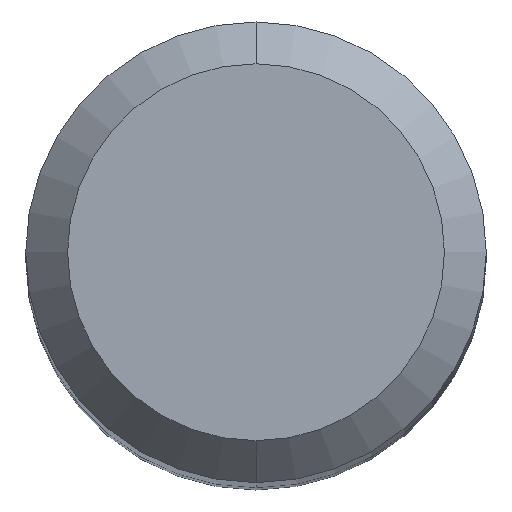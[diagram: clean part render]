
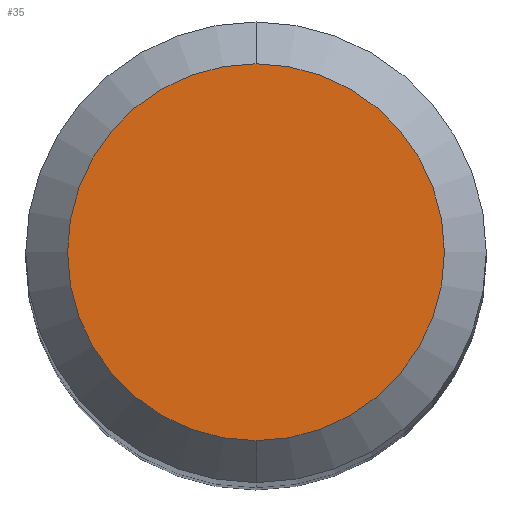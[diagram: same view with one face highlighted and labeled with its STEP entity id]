
A CAD part, top view. The second image highlights one B-rep face of the part: STEP entity #35.
In plain terms, the highlighted planar face has unit normal (0, 0, 1).
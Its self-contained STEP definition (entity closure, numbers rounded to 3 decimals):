
#3 = CIRCLE ( 'NONE', #28, 3.6 ) ;
#28 = AXIS2_PLACEMENT_3D ( 'NONE', #46, #334, #73 ) ;
#34 = ORIENTED_EDGE ( 'NONE', *, *, #131, .F. ) ;
#35 = ADVANCED_FACE ( 'NONE', ( #108 ), #213, .F. ) ;
#43 = CIRCLE ( 'NONE', #141, 3.6 ) ;
#46 = CARTESIAN_POINT ( 'NONE',  ( 0., 0., 84. ) ) ;
#73 = DIRECTION ( 'NONE',  ( 0., 1., 0. ) ) ;
#85 = VERTEX_POINT ( 'NONE', #194 ) ;
#108 = FACE_OUTER_BOUND ( 'NONE', #283, .T. ) ;
#131 = EDGE_CURVE ( 'NONE', #85, #231, #3, .T. ) ;
#140 = AXIS2_PLACEMENT_3D ( 'NONE', #325, #206, #211 ) ;
#141 = AXIS2_PLACEMENT_3D ( 'NONE', #154, #314, #173 ) ;
#154 = CARTESIAN_POINT ( 'NONE',  ( 0., 0., 84. ) ) ;
#173 = DIRECTION ( 'NONE',  ( 0., 1., 0. ) ) ;
#194 = CARTESIAN_POINT ( 'NONE',  ( 0., -3.6, 84. ) ) ;
#206 = DIRECTION ( 'NONE',  ( 0., 0., -1. ) ) ;
#211 = DIRECTION ( 'NONE',  ( 0., 1., 0. ) ) ;
#213 = PLANE ( 'NONE',  #140 ) ;
#218 = CARTESIAN_POINT ( 'NONE',  ( 0., 3.6, 84. ) ) ;
#231 = VERTEX_POINT ( 'NONE', #218 ) ;
#283 = EDGE_LOOP ( 'NONE', ( #296, #34 ) ) ;
#286 = EDGE_CURVE ( 'NONE', #231, #85, #43, .T. ) ;
#296 = ORIENTED_EDGE ( 'NONE', *, *, #286, .F. ) ;
#314 = DIRECTION ( 'NONE',  ( 0., 0., -1. ) ) ;
#325 = CARTESIAN_POINT ( 'NONE',  ( 0., 0., 84. ) ) ;
#334 = DIRECTION ( 'NONE',  ( 0., 0., -1. ) ) ;
